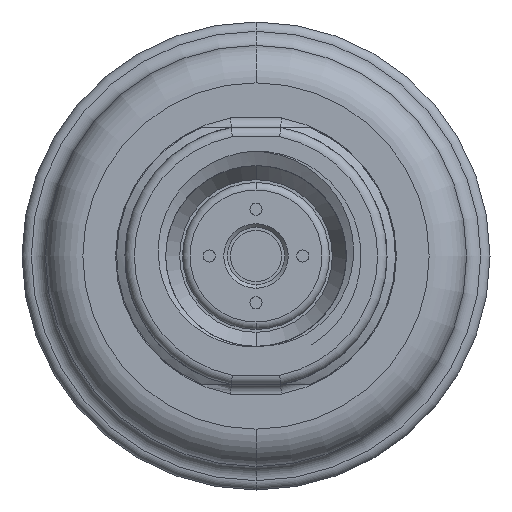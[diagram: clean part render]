
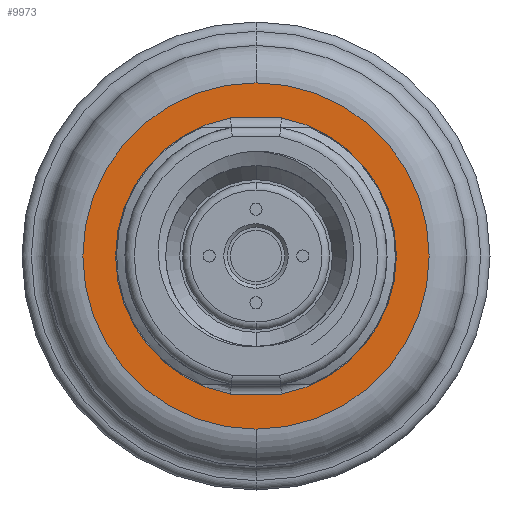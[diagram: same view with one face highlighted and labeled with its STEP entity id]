
A CAD part, front view. The second image highlights one B-rep face of the part: STEP entity #9973.
In plain terms, the highlighted planar face has unit normal (0, -1, 0).
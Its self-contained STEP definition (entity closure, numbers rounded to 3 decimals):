
#2683=CARTESIAN_POINT('',(0.,-3.,0.));
#2684=DIRECTION('',(0.,-1.,0.));
#2685=DIRECTION('',(0.,0.,-1.));
#2686=AXIS2_PLACEMENT_3D('',#2683,#2684,#2685);
#2688=CARTESIAN_POINT('',(0.,-3.,0.));
#2689=DIRECTION('',(0.,-1.,0.));
#2690=DIRECTION('',(0.,0.,1.));
#2691=AXIS2_PLACEMENT_3D('',#2688,#2689,#2690);
#2693=CARTESIAN_POINT('',(0.,-3.,0.));
#2694=DIRECTION('',(0.,-1.,0.));
#2695=DIRECTION('',(-0.182,0.,0.983));
#2696=AXIS2_PLACEMENT_3D('',#2693,#2694,#2695);
#2698=DIRECTION('',(1.,0.,0.));
#2699=VECTOR('',#2698,5.454);
#2700=CARTESIAN_POINT('',(-2.727,-3.,-14.75));
#2701=LINE('',#2700,#2699);
#2702=CARTESIAN_POINT('',(0.,-3.,0.));
#2703=DIRECTION('',(0.,-1.,0.));
#2704=DIRECTION('',(0.182,0.,-0.983));
#2705=AXIS2_PLACEMENT_3D('',#2702,#2703,#2704);
#2707=DIRECTION('',(-1.,0.,0.));
#2708=VECTOR('',#2707,5.454);
#2709=CARTESIAN_POINT('',(2.727,-3.,14.75));
#2710=LINE('',#2709,#2708);
#7371=CARTESIAN_POINT('',(-2.727,-3.,14.75));
#7372=CARTESIAN_POINT('',(-2.727,-3.,-14.75));
#7373=VERTEX_POINT('',#7371);
#7374=VERTEX_POINT('',#7372);
#7379=CARTESIAN_POINT('',(2.727,-3.,-14.75));
#7380=CARTESIAN_POINT('',(2.727,-3.,14.75));
#7381=VERTEX_POINT('',#7379);
#7382=VERTEX_POINT('',#7380);
#7631=CARTESIAN_POINT('',(0.,-3.,-18.5));
#7632=CARTESIAN_POINT('',(0.,-3.,18.5));
#7633=VERTEX_POINT('',#7631);
#7634=VERTEX_POINT('',#7632);
#9953=CARTESIAN_POINT('',(0.,-3.,0.));
#9954=DIRECTION('',(0.,-1.,0.));
#9955=DIRECTION('',(0.,0.,1.));
#9956=AXIS2_PLACEMENT_3D('',#9953,#9954,#9955);
#9957=PLANE('',#9956);
#9959=ORIENTED_EDGE('',*,*,#9958,.F.);
#9961=ORIENTED_EDGE('',*,*,#9960,.F.);
#9962=EDGE_LOOP('',(#9959,#9961));
#9963=FACE_OUTER_BOUND('',#9962,.F.);
#9964=ORIENTED_EDGE('',*,*,#9943,.T.);
#9966=ORIENTED_EDGE('',*,*,#9965,.T.);
#9968=ORIENTED_EDGE('',*,*,#9967,.T.);
#9970=ORIENTED_EDGE('',*,*,#9969,.T.);
#9971=EDGE_LOOP('',(#9964,#9966,#9968,#9970));
#9972=FACE_BOUND('',#9971,.F.);
#9973=ADVANCED_FACE('',(#9963,#9972),#9957,.T.);
#2687=CIRCLE('',#2686,18.5);
#2692=CIRCLE('',#2691,18.5);
#2697=CIRCLE('',#2696,15.);
#2706=CIRCLE('',#2705,15.);
#9943=EDGE_CURVE('',#7373,#7374,#2697,.T.);
#9958=EDGE_CURVE('',#7633,#7634,#2687,.T.);
#9960=EDGE_CURVE('',#7634,#7633,#2692,.T.);
#9965=EDGE_CURVE('',#7374,#7381,#2701,.T.);
#9967=EDGE_CURVE('',#7381,#7382,#2706,.T.);
#9969=EDGE_CURVE('',#7382,#7373,#2710,.T.);
